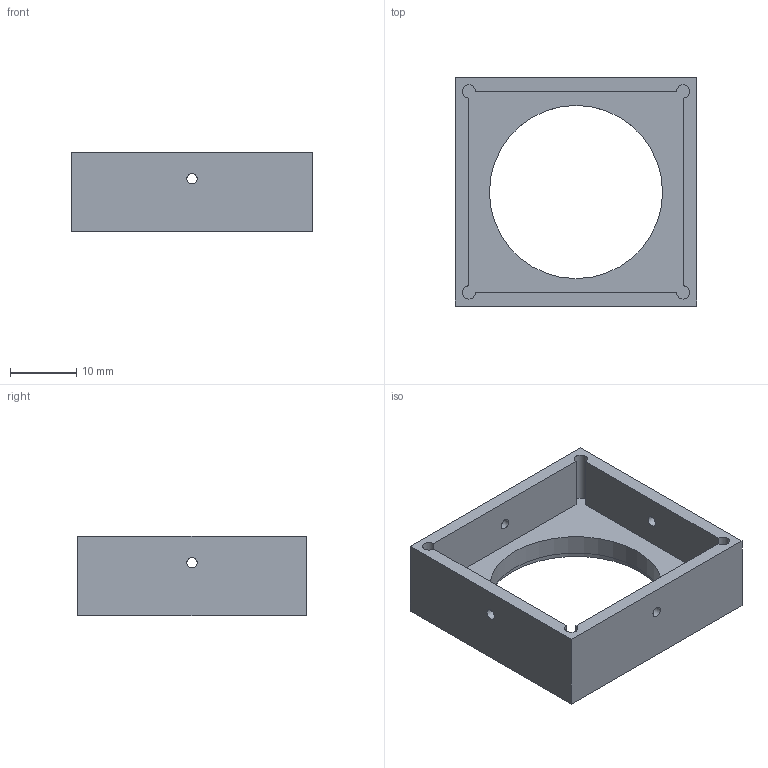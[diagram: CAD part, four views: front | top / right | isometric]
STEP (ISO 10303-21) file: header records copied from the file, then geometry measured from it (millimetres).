
FILE_DESCRIPTION(/* description */ ('diso G 22911 A'),/* implementation_level */ '2;1');
FILE_NAME(/* name */ 'SH22911-M27.stp',/* time_stamp */ '2015-04-23T13:16:25+02:00',/* author */ ('ljw'),/* organization */ (''),/* preprocessor_version */ 'ST-DEVELOPER v15.6',/* originating_system */ 'Autodesk Inventor 2015',/* authorisation */ '');
FILE_SCHEMA (('AUTOMOTIVE_DESIGN { 1 0 10303 214 3 1 1 }'));
Length unit declared in the file: millimetre
Products named in the file (1): SH22911-M27
Bounding box: 36.5 x 34.5 x 12 mm (x, y, z)
Volume: 4943.1 mm3; surface area: 4594 mm2
Topology: 1 solids, 1 shells, 22 faces, 57 edges, 39 vertices
Faces by surface type: plane 12, cylinder 10
Full cylindrical faces by diameter (mm): 1.567 x4, 26.188 x1, 27.2 x1
Entity records: 672 total; most frequent: DIRECTION 114, CARTESIAN_POINT 107, ORIENTED_EDGE 96, EDGE_CURVE 48, AXIS2_PLACEMENT_3D 43, EDGE_LOOP 40, VERTEX_POINT 36, LINE 28
